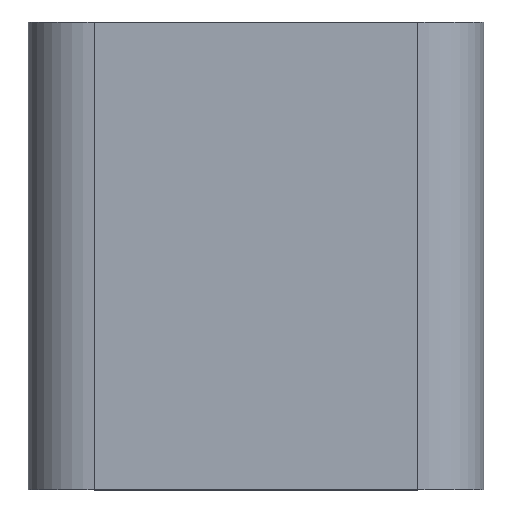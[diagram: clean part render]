
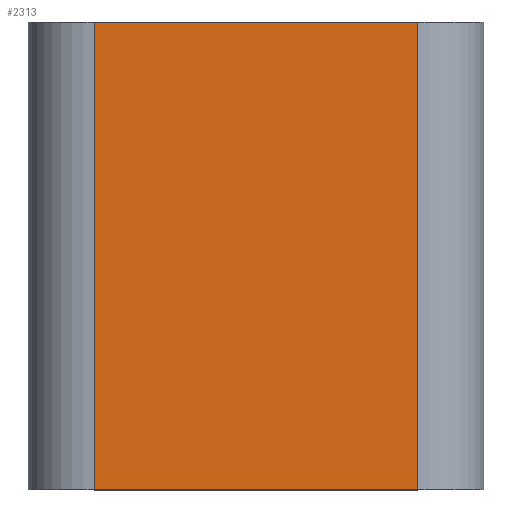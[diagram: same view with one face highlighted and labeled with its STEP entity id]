
A CAD part, top view. The second image highlights one B-rep face of the part: STEP entity #2313.
In plain terms, the highlighted planar face has unit normal (0, 0, 1).
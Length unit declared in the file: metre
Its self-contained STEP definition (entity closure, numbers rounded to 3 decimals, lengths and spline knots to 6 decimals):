
#187=LINE('',#3755,#410);
#188=LINE('',#3758,#411);
#189=LINE('',#3760,#412);
#190=LINE('',#3762,#413);
#410=VECTOR('',#3043,1.);
#411=VECTOR('',#3044,1.);
#412=VECTOR('',#3045,1.);
#413=VECTOR('',#3046,1.);
#792=ORIENTED_EDGE('',*,*,#1345,.F.);
#793=ORIENTED_EDGE('',*,*,#1346,.T.);
#794=ORIENTED_EDGE('',*,*,#1347,.T.);
#795=ORIENTED_EDGE('',*,*,#1348,.F.);
#1345=EDGE_CURVE('',#1639,#1640,#187,.T.);
#1346=EDGE_CURVE('',#1639,#1641,#188,.T.);
#1347=EDGE_CURVE('',#1641,#1642,#189,.T.);
#1348=EDGE_CURVE('',#1640,#1642,#190,.T.);
#1639=VERTEX_POINT('',#3756);
#1640=VERTEX_POINT('',#3757);
#1641=VERTEX_POINT('',#3759);
#1642=VERTEX_POINT('',#3761);
#1915=EDGE_LOOP('',(#792,#793,#794,#795));
#2088=FACE_BOUND('',#1915,.T.);
#2199=PLANE('',#2545);
#2313=ADVANCED_FACE('',(#2088),#2199,.T.);
#2545=AXIS2_PLACEMENT_3D('',#3754,#3041,#3042);
#3041=DIRECTION('',(0.,0.,1.));
#3042=DIRECTION('',(1.,0.,0.));
#3043=DIRECTION('',(0.,-1.,0.));
#3044=DIRECTION('',(-1.,0.,0.));
#3045=DIRECTION('',(0.,-1.,0.));
#3046=DIRECTION('',(-1.,0.,0.));
#3754=CARTESIAN_POINT('',(0.00447,0.000335,0.00316));
#3755=CARTESIAN_POINT('',(0.00317,0.02075,0.00316));
#3756=CARTESIAN_POINT('',(0.00317,0.00492,0.00316));
#3757=CARTESIAN_POINT('',(0.00317,-0.00425,0.00316));
#3758=CARTESIAN_POINT('',(0.00447,0.00492,0.00316));
#3759=CARTESIAN_POINT('',(-0.00317,0.00492,0.00316));
#3760=CARTESIAN_POINT('',(-0.00317,0.02075,0.00316));
#3761=CARTESIAN_POINT('',(-0.00317,-0.00425,0.00316));
#3762=CARTESIAN_POINT('',(0.00447,-0.00425,0.00316));
